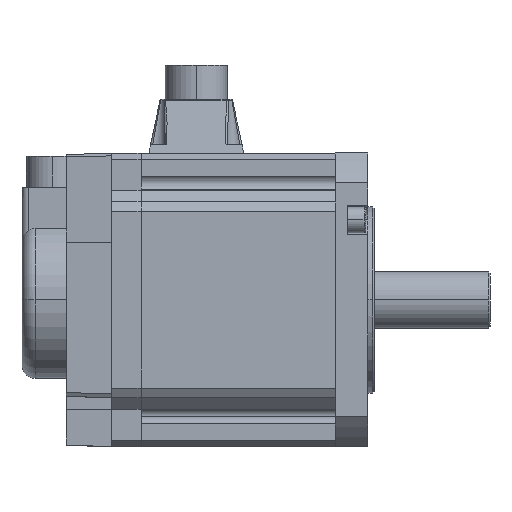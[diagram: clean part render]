
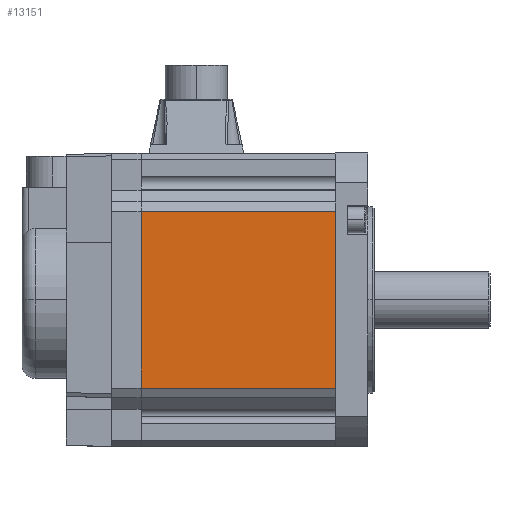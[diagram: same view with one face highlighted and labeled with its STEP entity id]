
A CAD part, top view. The second image highlights one B-rep face of the part: STEP entity #13151.
In plain terms, the highlighted planar face has unit normal (0, 0, 1).
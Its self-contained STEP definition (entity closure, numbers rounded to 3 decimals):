
#446 = VERTEX_POINT ( 'NONE', #1876 ) ;
#649 = VERTEX_POINT ( 'NONE', #5204 ) ;
#884 = AXIS2_PLACEMENT_3D ( 'NONE', #7575, #3021, #10999 ) ;
#1782 = PLANE ( 'NONE',  #884 ) ;
#1810 = LINE ( 'NONE', #4093, #10584 ) ;
#1876 = CARTESIAN_POINT ( 'NONE',  ( -59.5, -54.2, 90. ) ) ;
#2481 = VERTEX_POINT ( 'NONE', #11547 ) ;
#3021 = DIRECTION ( 'NONE',  ( 0., 0., -1. ) ) ;
#3081 = EDGE_CURVE ( 'NONE', #2481, #12801, #13416, .T. ) ;
#3568 = DIRECTION ( 'NONE',  ( 0., -1., 0. ) ) ;
#3861 = DIRECTION ( 'NONE',  ( 0., -1., 0. ) ) ;
#4093 = CARTESIAN_POINT ( 'NONE',  ( 79.5, -54.2, 90. ) ) ;
#4415 = ORIENTED_EDGE ( 'NONE', *, *, #11644, .T. ) ;
#5106 = ORIENTED_EDGE ( 'NONE', *, *, #8547, .F. ) ;
#5204 = CARTESIAN_POINT ( 'NONE',  ( -59.5, 54.2, 90. ) ) ;
#5890 = LINE ( 'NONE', #14066, #8592 ) ;
#6251 = LINE ( 'NONE', #11827, #12286 ) ;
#7318 = DIRECTION ( 'NONE',  ( -1., 0., 0. ) ) ;
#7575 = CARTESIAN_POINT ( 'NONE',  ( 59.5, -90., 90. ) ) ;
#7787 = FACE_OUTER_BOUND ( 'NONE', #13670, .T. ) ;
#7934 = CARTESIAN_POINT ( 'NONE',  ( 59.5, -54.2, 90. ) ) ;
#8092 = CARTESIAN_POINT ( 'NONE',  ( 59.5, -90., 90. ) ) ;
#8547 = EDGE_CURVE ( 'NONE', #12801, #446, #1810, .T. ) ;
#8592 = VECTOR ( 'NONE', #7318, 1000. ) ;
#9119 = ORIENTED_EDGE ( 'NONE', *, *, #11662, .T. ) ;
#10447 = VECTOR ( 'NONE', #3568, 1000. ) ;
#10584 = VECTOR ( 'NONE', #10923, 1000. ) ;
#10923 = DIRECTION ( 'NONE',  ( -1., 0., 0. ) ) ;
#10999 = DIRECTION ( 'NONE',  ( -1., 0., 0. ) ) ;
#11547 = CARTESIAN_POINT ( 'NONE',  ( 59.5, 54.2, 90. ) ) ;
#11644 = EDGE_CURVE ( 'NONE', #649, #446, #6251, .T. ) ;
#11662 = EDGE_CURVE ( 'NONE', #2481, #649, #5890, .T. ) ;
#11827 = CARTESIAN_POINT ( 'NONE',  ( -59.5, -90., 90. ) ) ;
#12286 = VECTOR ( 'NONE', #3861, 1000. ) ;
#12801 = VERTEX_POINT ( 'NONE', #7934 ) ;
#13151 = ADVANCED_FACE ( 'NONE', ( #7787 ), #1782, .F. ) ;
#13416 = LINE ( 'NONE', #8092, #10447 ) ;
#13670 = EDGE_LOOP ( 'NONE', ( #4415, #5106, #14052, #9119 ) ) ;
#14052 = ORIENTED_EDGE ( 'NONE', *, *, #3081, .F. ) ;
#14066 = CARTESIAN_POINT ( 'NONE',  ( 79.5, 54.2, 90. ) ) ;
